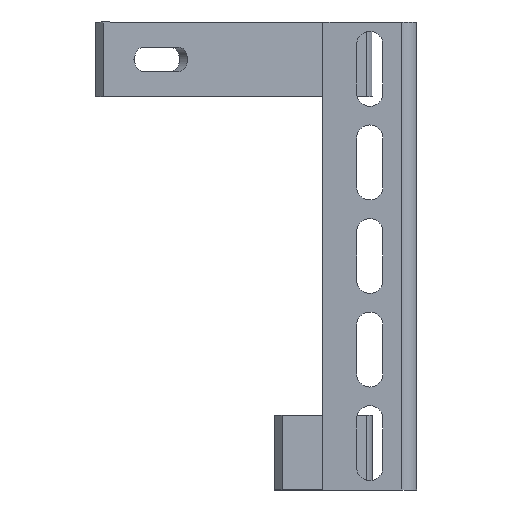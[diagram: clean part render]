
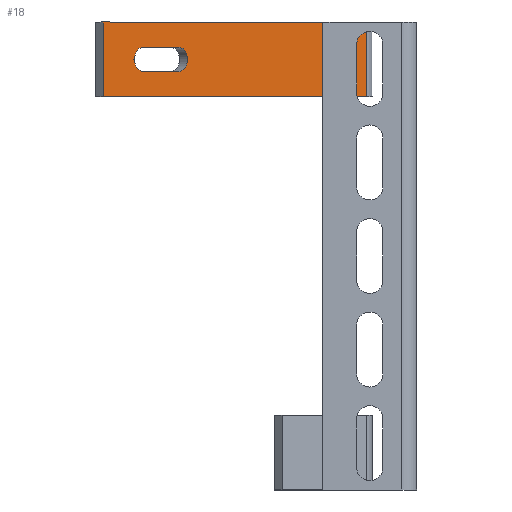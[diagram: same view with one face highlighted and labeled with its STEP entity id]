
A CAD part, left-side view. The second image highlights one B-rep face of the part: STEP entity #18.
In plain terms, the highlighted face is planar.
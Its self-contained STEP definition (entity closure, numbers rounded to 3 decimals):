
#18 = ADVANCED_FACE ( 'NONE', ( #3121, #3145 ), #2926, .F. ) ;
#528 = VERTEX_POINT ( 'NONE', #1514 ) ;
#531 = VERTEX_POINT ( 'NONE', #1517 ) ;
#532 = VERTEX_POINT ( 'NONE', #1518 ) ;
#535 = VERTEX_POINT ( 'NONE', #1521 ) ;
#536 = VERTEX_POINT ( 'NONE', #1522 ) ;
#539 = VERTEX_POINT ( 'NONE', #1525 ) ;
#551 = VERTEX_POINT ( 'NONE', #1537 ) ;
#556 = VERTEX_POINT ( 'NONE', #1542 ) ;
#560 = VERTEX_POINT ( 'NONE', #1546 ) ;
#722 = EDGE_LOOP ( 'NONE', ( #3223, #3020, #3021, #3022, #3023 ) ) ;
#725 = EDGE_LOOP ( 'NONE', ( #3219, #3220, #3221, #3222 ) ) ;
#1236 = AXIS2_PLACEMENT_3D ( 'NONE', #2286, #2287, #2288 ) ;
#1237 = AXIS2_PLACEMENT_3D ( 'NONE', #2278, #2279, #2280 ) ;
#1245 = AXIS2_PLACEMENT_3D ( 'NONE', #2206, #2207, #2208 ) ;
#1514 = CARTESIAN_POINT ( 'NONE',  ( -147.75, -6.5, -6. ) ) ;
#1517 = CARTESIAN_POINT ( 'NONE',  ( -181.25, 0., -6. ) ) ;
#1518 = CARTESIAN_POINT ( 'NONE',  ( -174.75, 6.5, -6. ) ) ;
#1521 = CARTESIAN_POINT ( 'NONE',  ( -147.75, 6.5, -6. ) ) ;
#1522 = CARTESIAN_POINT ( 'NONE',  ( -6.048, -20., -6. ) ) ;
#1525 = CARTESIAN_POINT ( 'NONE',  ( -204.75, -20., -6. ) ) ;
#1537 = CARTESIAN_POINT ( 'NONE',  ( -204.75, 20., -6. ) ) ;
#1542 = CARTESIAN_POINT ( 'NONE',  ( -174.75, -6.5, -6. ) ) ;
#1546 = CARTESIAN_POINT ( 'NONE',  ( -6.048, 20., -6. ) ) ;
#2206 = CARTESIAN_POINT ( 'NONE',  ( -174.75, 0., -6. ) ) ;
#2207 = DIRECTION ( 'NONE',  ( 0., 0., -1. ) ) ;
#2208 = DIRECTION ( 'NONE',  ( -1., 0., 0. ) ) ;
#2271 = DIRECTION ( 'NONE',  ( 1., 0., 0. ) ) ;
#2275 = CARTESIAN_POINT ( 'NONE',  ( -147.75, 6.5, -6. ) ) ;
#2278 = CARTESIAN_POINT ( 'NONE',  ( -174.75, 0., -6. ) ) ;
#2279 = DIRECTION ( 'NONE',  ( 0., 0., -1. ) ) ;
#2280 = DIRECTION ( 'NONE',  ( -1., 0., 0. ) ) ;
#2285 = DIRECTION ( 'NONE',  ( -1., 0., 0. ) ) ;
#2286 = CARTESIAN_POINT ( 'NONE',  ( -147.75, 0., -6. ) ) ;
#2287 = DIRECTION ( 'NONE',  ( 0., 0., -1. ) ) ;
#2288 = DIRECTION ( 'NONE',  ( -1., 0., 0. ) ) ;
#2289 = CARTESIAN_POINT ( 'NONE',  ( -147.75, -6.5, -6. ) ) ;
#2290 = CARTESIAN_POINT ( 'NONE',  ( -204.75, -20., -6. ) ) ;
#2301 = CARTESIAN_POINT ( 'NONE',  ( 204.75, -20., -6. ) ) ;
#2302 = DIRECTION ( 'NONE',  ( 0., -1., 0. ) ) ;
#2303 = CARTESIAN_POINT ( 'NONE',  ( 204.75, 20., -6. ) ) ;
#2305 = CARTESIAN_POINT ( 'NONE',  ( -6.048, 20., -6. ) ) ;
#2306 = DIRECTION ( 'NONE',  ( 0., 1., 0. ) ) ;
#2307 = DIRECTION ( 'NONE',  ( 1., 0., 0. ) ) ;
#2308 = DIRECTION ( 'NONE',  ( -1., 0., 0. ) ) ;
#2922 = CARTESIAN_POINT ( 'NONE',  ( -204.75, 20., -6. ) ) ;
#2926 = PLANE ( 'NONE',  #4448 ) ;
#2931 = DIRECTION ( 'NONE',  ( 0., 0., 1. ) ) ;
#2932 = DIRECTION ( 'NONE',  ( 1., 0., 0. ) ) ;
#3020 = ORIENTED_EDGE ( 'NONE', *, *, #4382, .F. ) ;
#3021 = ORIENTED_EDGE ( 'NONE', *, *, #4379, .F. ) ;
#3022 = ORIENTED_EDGE ( 'NONE', *, *, #4347, .F. ) ;
#3023 = ORIENTED_EDGE ( 'NONE', *, *, #4378, .F. ) ;
#3121 = FACE_OUTER_BOUND ( 'NONE', #725, .T. ) ;
#3145 = FACE_BOUND ( 'NONE', #722, .T. ) ;
#3219 = ORIENTED_EDGE ( 'NONE', *, *, #4391, .F. ) ;
#3220 = ORIENTED_EDGE ( 'NONE', *, *, #4392, .F. ) ;
#3221 = ORIENTED_EDGE ( 'NONE', *, *, #4389, .F. ) ;
#3222 = ORIENTED_EDGE ( 'NONE', *, *, #4393, .F. ) ;
#3223 = ORIENTED_EDGE ( 'NONE', *, *, #4385, .F. ) ;
#3662 = CIRCLE ( 'NONE', #1245, 6.5 ) ;
#3702 = CIRCLE ( 'NONE', #1237, 6.5 ) ;
#3719 = LINE ( 'NONE', #2275, #3721 ) ;
#3721 = VECTOR ( 'NONE', #2271, 1000. ) ;
#3724 = CIRCLE ( 'NONE', #1236, 6.5 ) ;
#3729 = LINE ( 'NONE', #2289, #3731 ) ;
#3731 = VECTOR ( 'NONE', #2285, 1000. ) ;
#3734 = LINE ( 'NONE', #2290, #3739 ) ;
#3738 = LINE ( 'NONE', #2301, #3745 ) ;
#3739 = VECTOR ( 'NONE', #2302, 1000. ) ;
#3740 = LINE ( 'NONE', #2305, #3743 ) ;
#3742 = LINE ( 'NONE', #2303, #3747 ) ;
#3743 = VECTOR ( 'NONE', #2306, 1000. ) ;
#3745 = VECTOR ( 'NONE', #2307, 1000. ) ;
#3747 = VECTOR ( 'NONE', #2308, 1000. ) ;
#4347 = EDGE_CURVE ( 'NONE', #531, #532, #3662, .T. ) ;
#4378 = EDGE_CURVE ( 'NONE', #556, #531, #3702, .T. ) ;
#4379 = EDGE_CURVE ( 'NONE', #532, #535, #3719, .T. ) ;
#4382 = EDGE_CURVE ( 'NONE', #535, #528, #3724, .T. ) ;
#4385 = EDGE_CURVE ( 'NONE', #528, #556, #3729, .T. ) ;
#4389 = EDGE_CURVE ( 'NONE', #551, #539, #3734, .T. ) ;
#4391 = EDGE_CURVE ( 'NONE', #536, #560, #3740, .T. ) ;
#4392 = EDGE_CURVE ( 'NONE', #539, #536, #3738, .T. ) ;
#4393 = EDGE_CURVE ( 'NONE', #560, #551, #3742, .T. ) ;
#4448 = AXIS2_PLACEMENT_3D ( 'NONE', #2922, #2931, #2932 ) ;
